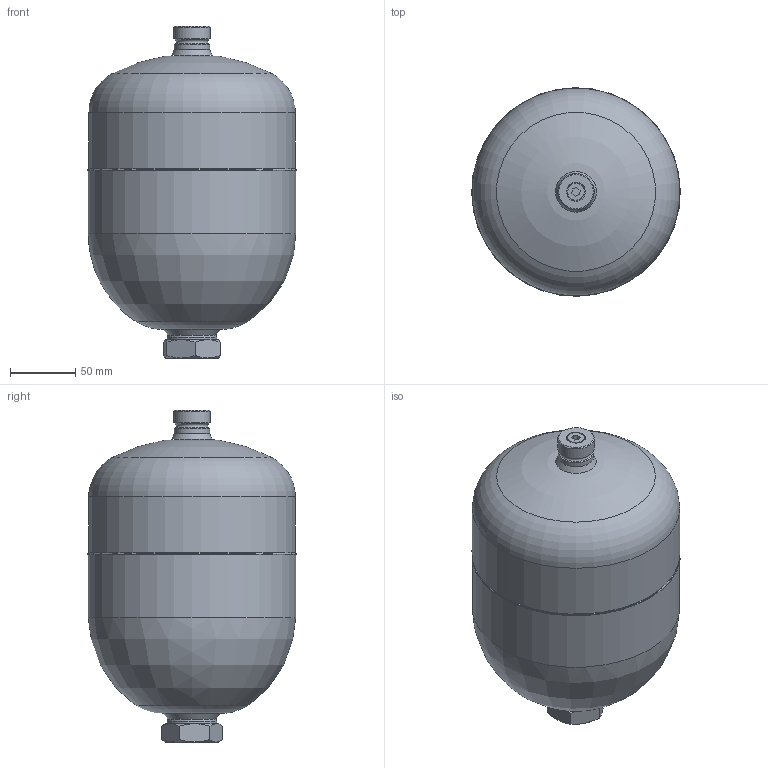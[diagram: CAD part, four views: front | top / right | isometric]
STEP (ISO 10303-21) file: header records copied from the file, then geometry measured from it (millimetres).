
FILE_DESCRIPTION(/* description */ ('Unknown'),/* implementation_level */ '2;1');
FILE_NAME(/* name */ 'AC.20460-001',/* time_stamp */ '2023-07-26T11:07:20+02:00',/* author */ ('Unknown'),/* organization */ ('Unknown'),/* preprocessor_version */ 'ST-DEVELOPER v18.102',/* originating_system */ 'Solid Edge',/* authorisation */ 'Unknown');
FILE_SCHEMA (('AUTOMOTIVE_DESIGN {1 0 10303 214 3 1 1}'));
Length unit declared in the file: millimetre
Products named in the file (10): 857_200.1315.142; BOTTOM COVER 2.0 250_0; C3_2; AMW-2.0-P-250-C-C3-8-M_1,395_469_Fillet 2_oa_0_0; WASHER_7; TOP COVER 2.0 250_0; G S N M28 X 1.5_17; M8 SCERW_14; EBM_6; AMW-2.0-P-250-C-C3-8-M_1,395_469_Fillet 2_oa_1_0
Assembly tree (9 placements, depth 2):
  857_200.1315.142
    BOTTOM COVER 2.0 250_0
    C3_2
    AMW-2.0-P-250-C-C3-8-M_1,395_469_Fillet 2_oa_0_0
    WASHER_7
    TOP COVER 2.0 250_0
    G S N M28 X 1.5_17
    M8 SCERW_14
    EBM_6
    AMW-2.0-P-250-C-C3-8-M_1,395_469_Fillet 2_oa_1_0
Bounding box: 159.98 x 159.98 x 254.59 mm (x, y, z)
Volume: 1067924.1 mm3; surface area: 233917 mm2
Topology: 9 solids, 9 shells, 90 faces, 178 edges, 107 vertices
Faces by surface type: plane 34, cone 23, cylinder 21, torus 8, sphere 4
Full cylindrical faces by diameter (mm): 3 x1, 6.917 x1, 8 x2, 10.5 x1, 12.85 x1, 14 x1, 14.2 x1, 24.117 x2, 27 x1, 28 x1, 34 x1, 38 x1, 139 x2, 157.4 x1, 159 x4
Entity records: 2736 total; most frequent: CARTESIAN_POINT 513, DIRECTION 377, ORIENTED_EDGE 256, AXIS2_PLACEMENT_3D 173, EDGE_LOOP 151, FACE_BOUND 151, EDGE_CURVE 128, VERTEX_POINT 101
